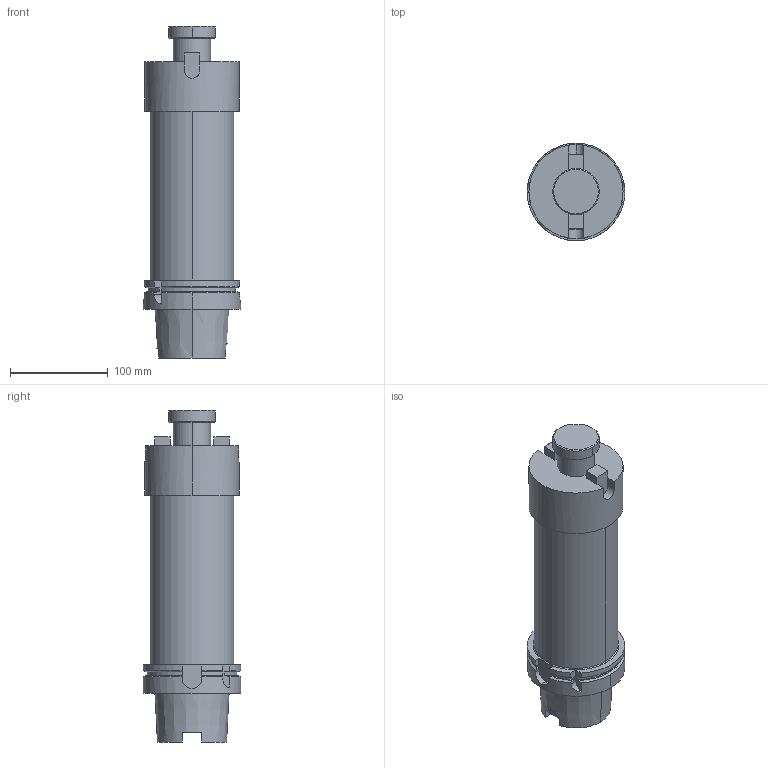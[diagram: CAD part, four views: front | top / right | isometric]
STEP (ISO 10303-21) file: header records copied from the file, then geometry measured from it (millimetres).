
FILE_DESCRIPTION (( 'STEP AP203' ), '1' );
FILE_NAME ('STP-SATE-95907-10.STEP', '2018-09-21T02:16:24', ( '' ), ( '' ), 'SwSTEP 2.0', 'SolidWorks 2015', '' );
FILE_SCHEMA (( 'CONFIG_CONTROL_DESIGN' ));
Length unit declared in the file: millimetre
Products named in the file (1): STP-SATE-95907-10
Bounding box: 100 x 100 x 340.52 mm (x, y, z)
Volume: 1687567 mm3; surface area: 123716.6 mm2
Topology: 1 solids, 1 shells, 107 faces, 274 edges, 175 vertices
Faces by surface type: plane 46, cylinder 39, cone 16, torus 6
Entity records: 3651 total; most frequent: CARTESIAN_POINT 944, DIRECTION 564, ORIENTED_EDGE 548, EDGE_CURVE 274, AXIS2_PLACEMENT_3D 213, VERTEX_POINT 175, LINE 138, VECTOR 138
